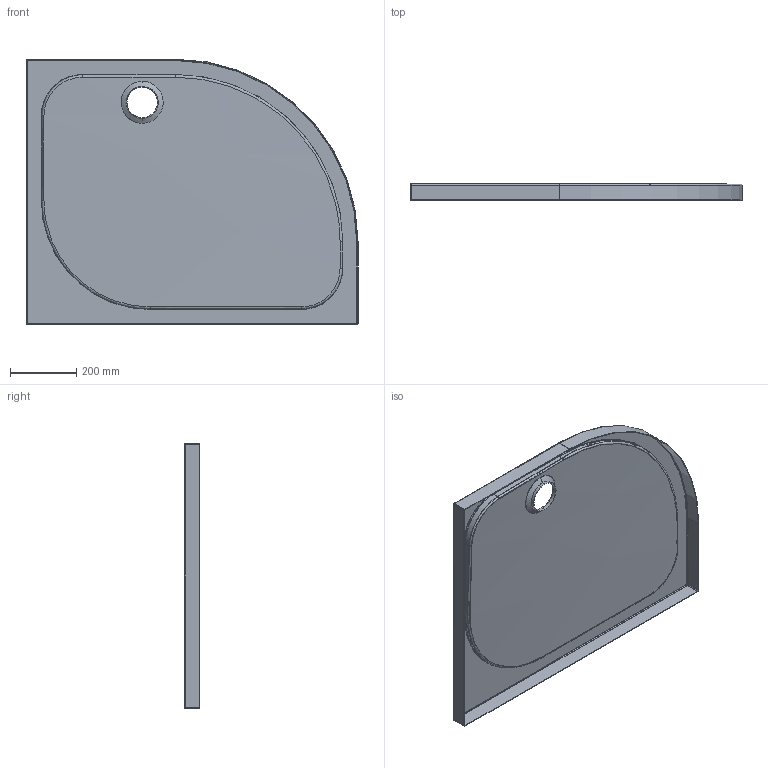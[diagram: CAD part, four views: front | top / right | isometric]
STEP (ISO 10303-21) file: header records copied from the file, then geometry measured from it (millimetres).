
FILE_DESCRIPTION (( 'STEP AP203' ), '1' );
FILE_NAME ('ME1080QR_Step_v10421.STEP', '2021-04-20T12:41:55', ( '' ), ( '' ), 'SwSTEP 2.0', 'SolidWorks 2019', '' );
FILE_SCHEMA (( 'CONFIG_CONTROL_DESIGN' ));
Length unit declared in the file: millimetre
Products named in the file (1): ME1080QR_Step_v10421
Bounding box: 1000 x 48 x 800 mm (x, y, z)
Volume: 1824821.7 mm3; surface area: 1832823.8 mm2
Topology: 1 solids, 1 shells, 98 faces, 228 edges, 130 vertices
Faces by surface type: cylinder 36, bspline 26, plane 20, torus 10, sphere 6
Entity records: 8333 total; most frequent: CARTESIAN_POINT 6209, ORIENTED_EDGE 444, DIRECTION 402, EDGE_CURVE 222, AXIS2_PLACEMENT_3D 163, VERTEX_POINT 130, EDGE_LOOP 104, ADVANCED_FACE 98
